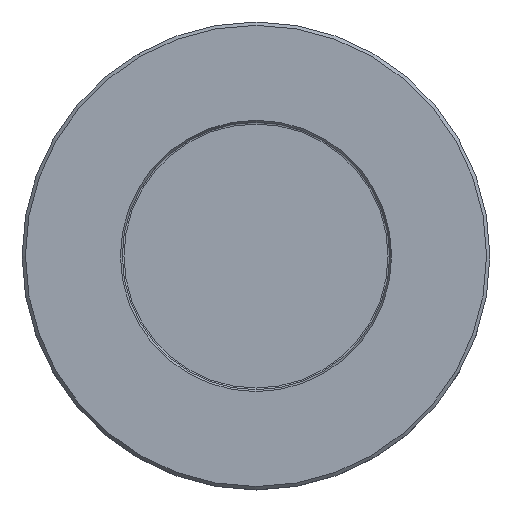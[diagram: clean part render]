
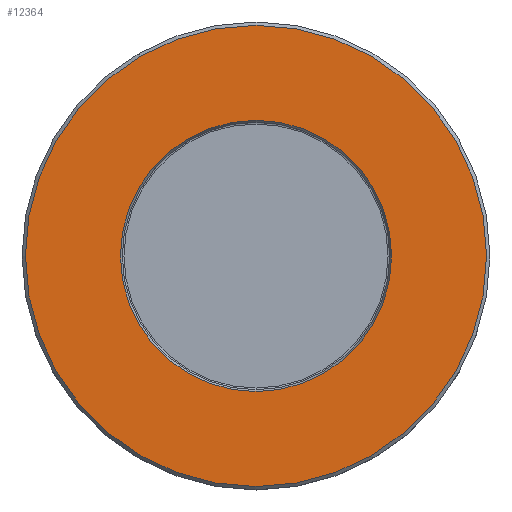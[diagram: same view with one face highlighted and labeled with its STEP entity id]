
A CAD part, top view. The second image highlights one B-rep face of the part: STEP entity #12364.
In plain terms, the highlighted planar face has unit normal (0, 0, 1).
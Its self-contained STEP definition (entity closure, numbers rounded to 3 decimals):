
#223=CARTESIAN_POINT('',(0.,0.,80.));
#224=DIRECTION('',(0.,0.,1.));
#225=DIRECTION('',(-0.5,0.866,0.));
#226=AXIS2_PLACEMENT_3D('',#223,#224,#225);
#231=CARTESIAN_POINT('',(0.,0.,80.));
#232=DIRECTION('',(0.,0.,-1.));
#233=DIRECTION('',(-0.5,0.866,0.));
#234=AXIS2_PLACEMENT_3D('',#231,#232,#233);
#253=CARTESIAN_POINT('',(0.,0.,80.));
#254=DIRECTION('',(0.,0.,-1.));
#255=DIRECTION('',(-0.5,0.866,0.));
#256=AXIS2_PLACEMENT_3D('',#253,#254,#255);
#261=CARTESIAN_POINT('',(0.,0.,80.));
#262=DIRECTION('',(0.,0.,1.));
#263=DIRECTION('',(-0.5,0.866,0.));
#264=AXIS2_PLACEMENT_3D('',#261,#262,#263);
#12055=CARTESIAN_POINT('',(-20.289,35.141,80.));
#12056=VERTEX_POINT('',#12055);
#12057=CARTESIAN_POINT('',(-34.5,59.756,80.));
#12059=VERTEX_POINT('',#12057);
#12113=CARTESIAN_POINT('',(20.289,-35.141,80.));
#12114=VERTEX_POINT('',#12113);
#12115=CARTESIAN_POINT('',(34.5,-59.756,80.));
#12117=VERTEX_POINT('',#12115);
#12349=CARTESIAN_POINT('',(0.,0.,80.));
#12350=DIRECTION('',(0.,0.,1.));
#12351=DIRECTION('',(0.5,-0.866,0.));
#12352=AXIS2_PLACEMENT_3D('',#12349,#12350,#12351);
#12353=PLANE('',#12352);
#12355=ORIENTED_EDGE('',*,*,#12354,.T.);
#12357=ORIENTED_EDGE('',*,*,#12356,.F.);
#12358=EDGE_LOOP('',(#12355,#12357));
#12359=FACE_OUTER_BOUND('',#12358,.F.);
#12360=ORIENTED_EDGE('',*,*,#12331,.T.);
#12361=ORIENTED_EDGE('',*,*,#12342,.F.);
#12362=EDGE_LOOP('',(#12360,#12361));
#12363=FACE_BOUND('',#12362,.F.);
#12364=ADVANCED_FACE('',(#12359,#12363),#12353,.T.);
#227=CIRCLE('',#226,40.577);
#235=CIRCLE('',#234,40.577);
#257=CIRCLE('',#256,69.);
#265=CIRCLE('',#264,69.);
#12331=EDGE_CURVE('',#12056,#12114,#227,.T.);
#12342=EDGE_CURVE('',#12056,#12114,#235,.T.);
#12354=EDGE_CURVE('',#12059,#12117,#257,.T.);
#12356=EDGE_CURVE('',#12059,#12117,#265,.T.);
